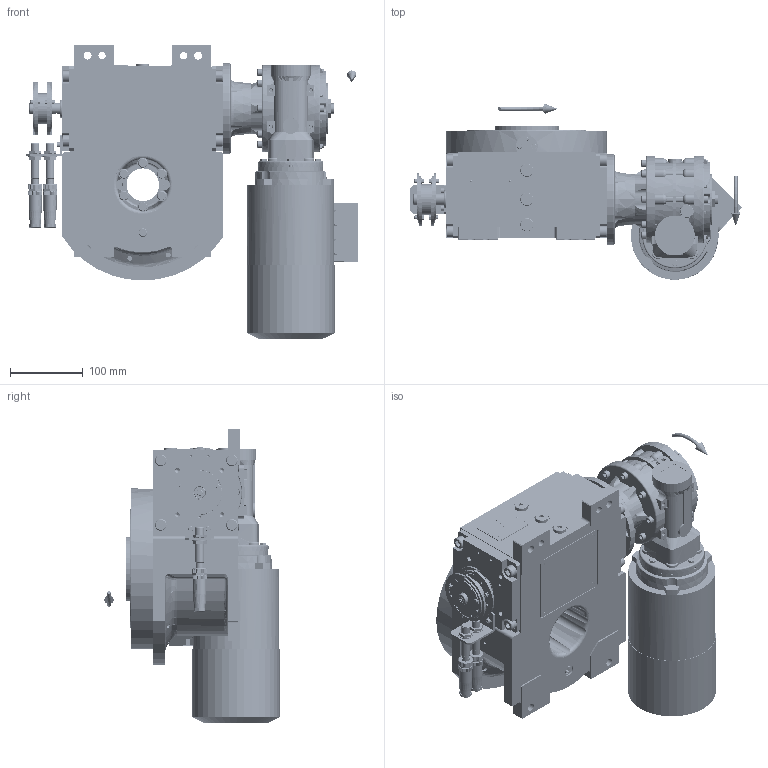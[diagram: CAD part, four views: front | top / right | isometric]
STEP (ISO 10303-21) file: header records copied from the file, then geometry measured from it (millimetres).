
FILE_DESCRIPTION (( 'STEP AP203' ), '1' );
FILE_NAME ('PC5201997.step', '2026-04-01T12:21:10', ( '' ), ( '' ), 'SwSTEP 2.0', 'SolidWorks 2020', '' );
FILE_SCHEMA (( 'CONFIG_CONTROL_DESIGN' ));
Length unit declared in the file: millimetre
Products named in the file (91): freccia_angolare; cfn2000_01_103; cfn2115_02_194; cfn2128_19_002; CFN2104_02_017.stp; rig06_071_10_m_asm.stp; cfn2000_01_124; AS_rig06_004_s_001; cfn2401_02_005; cfn2077_01_018; cfn2276_01_074; 900_38_30_003; AS_rig06_017; 900_38_10_028; rig06_004_s_001; cfn2128_04_004; rig06_002_bl_001; cfn2115_02_165; cfn2003_01_054; AS_cfn2400_04_024; RMI50_F1_LCB_SX_63B14; AS_900_00_00_005; AS_rig06_004; cfn2107_01_001; rig06_004; cfn2476_01_002_60x46; CFN2356_03_047.stp; CFN2000_01_185.stp; olio_agip_blasia_150; cfn2104_01_016; cfn2000_01_126; AS_cfn2476_01_002_60x46; cfn2205_01_013; cfn2151_01_109; AS_rig06_002_bl_001; cfn2055_01_002; cfn2400_04_024; cfn2070_05_005; BM63B14; CFN2010_01_012.stp ...
Assembly tree (87 placements, depth 5):
  cfn2077_01_018
  cfn2276_01_074
  cfn2115_02_165
  CFN2356_03_047.stp
  olio_agip_blasia_150
Bounding box: 457.63 x 241.99 x 405.99 mm (x, y, z)
Volume: 6115606.9 mm3; surface area: 1140096.1 mm2
Topology: 75 solids, 75 shells, 6135 faces, 15671 edges, 9941 vertices
Faces by surface type: plane 2750, cylinder 2125, cone 1043, torus 191, bspline 20, sphere 6
Entity records: 174698 total; most frequent: CARTESIAN_POINT 45603, DIRECTION 25082, ORIENTED_EDGE 24914, EDGE_CURVE 12457, AXIS2_PLACEMENT_3D 9237, VERTEX_POINT 7995, VECTOR 6608, LINE 6608
